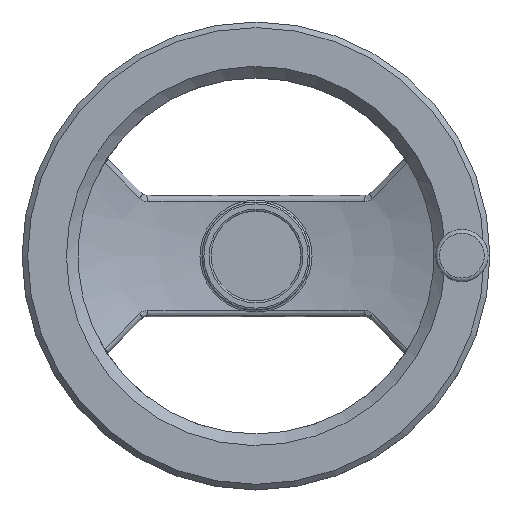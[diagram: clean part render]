
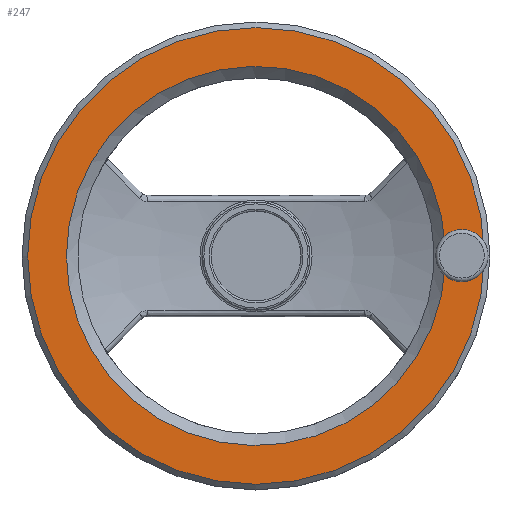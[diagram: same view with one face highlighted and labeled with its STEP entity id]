
A CAD part, top view. The second image highlights one B-rep face of the part: STEP entity #247.
In plain terms, the highlighted planar face has unit normal (0, 0, 1).
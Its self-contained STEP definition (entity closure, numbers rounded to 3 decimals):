
#247 = ADVANCED_FACE( '', ( #578, #579 ), #580, .F. );
#578 = FACE_BOUND( '', #2132, .T. );
#579 = FACE_OUTER_BOUND( '', #2133, .T. );
#580 = PLANE( '', #2134 );
#2132 = EDGE_LOOP( '', ( #5385, #5386, #5387, #5388, #5389, #5390 ) );
#2133 = EDGE_LOOP( '', ( #5391 ) );
#2134 = AXIS2_PLACEMENT_3D( '', #5392, #5393, #5394 );
#5385 = ORIENTED_EDGE( '', *, *, #6045, .F. );
#5386 = ORIENTED_EDGE( '', *, *, #6046, .T. );
#5387 = ORIENTED_EDGE( '', *, *, #6047, .T. );
#5388 = ORIENTED_EDGE( '', *, *, #6043, .T. );
#5389 = ORIENTED_EDGE( '', *, *, #6048, .T. );
#5390 = ORIENTED_EDGE( '', *, *, #6049, .T. );
#5391 = ORIENTED_EDGE( '', *, *, #5928, .T. );
#5392 = CARTESIAN_POINT( '', ( 0., 125., 53. ) );
#5393 = DIRECTION( '', ( 0., 0., -1. ) );
#5394 = DIRECTION( '', ( -1., 0., 0. ) );
#5928 = EDGE_CURVE( '', #6302, #6302, #6303, .F. );
#6043 = EDGE_CURVE( '', #6475, #6477, #6479, .T. );
#6045 = EDGE_CURVE( '', #6481, #6482, #6483, .T. );
#6046 = EDGE_CURVE( '', #6481, #6484, #6485, .T. );
#6047 = EDGE_CURVE( '', #6484, #6475, #6486, .T. );
#6048 = EDGE_CURVE( '', #6477, #6487, #6488, .T. );
#6049 = EDGE_CURVE( '', #6487, #6482, #6489, .T. );
#6302 = VERTEX_POINT( '', #7195 );
#6303 = CIRCLE( '', #7196, 122. );
#6475 = VERTEX_POINT( '', #8164 );
#6477 = VERTEX_POINT( '', #8169 );
#6479 = CIRCLE( '', #8174, 9.8 );
#6481 = VERTEX_POINT( '', #8176 );
#6482 = VERTEX_POINT( '', #8177 );
#6483 = CIRCLE( '', #8178, 101.3 );
#6484 = VERTEX_POINT( '', #8179 );
#6485 = CIRCLE( '', #8180, 9.8 );
#6486 = LINE( '', #8181, #8182 );
#6487 = VERTEX_POINT( '', #8183 );
#6488 = LINE( '', #8184, #8185 );
#6489 = CIRCLE( '', #8186, 9.8 );
#7195 = CARTESIAN_POINT( '', ( -122., 0., 53. ) );
#7196 = AXIS2_PLACEMENT_3D( '', #9149, #9150, #9151 );
#8164 = CARTESIAN_POINT( '', ( 113.047, 9.314, 53. ) );
#8169 = CARTESIAN_POINT( '', ( 117.065, -6.792, 53. ) );
#8174 = AXIS2_PLACEMENT_3D( '', #9272, #9273, #9274 );
#8176 = CARTESIAN_POINT( '', ( 101.208, 4.328, 53. ) );
#8177 = CARTESIAN_POINT( '', ( 101.208, -4.328, 53. ) );
#8178 = AXIS2_PLACEMENT_3D( '', #9275, #9276, #9277 );
#8179 = CARTESIAN_POINT( '', ( 102.935, 6.792, 53. ) );
#8180 = AXIS2_PLACEMENT_3D( '', #9278, #9279, #9280 );
#8181 = CARTESIAN_POINT( '', ( 112.017, 9.058, 53. ) );
#8182 = VECTOR( '', #9281, 1000. );
#8183 = CARTESIAN_POINT( '', ( 106.953, -9.314, 53. ) );
#8184 = CARTESIAN_POINT( '', ( 106.898, -9.328, 53. ) );
#8185 = VECTOR( '', #9282, 1000. );
#8186 = AXIS2_PLACEMENT_3D( '', #9283, #9284, #9285 );
#9149 = CARTESIAN_POINT( '', ( 0., 0., 53. ) );
#9150 = DIRECTION( '', ( 0., 0., -1. ) );
#9151 = DIRECTION( '', ( -1., 0., 0. ) );
#9272 = CARTESIAN_POINT( '', ( 110., 0., 53. ) );
#9273 = DIRECTION( '', ( 0., 0., -1. ) );
#9274 = DIRECTION( '', ( -0.242, 0.97, 0. ) );
#9275 = CARTESIAN_POINT( '', ( 0., 0., 53. ) );
#9276 = DIRECTION( '', ( 0., 0., 1. ) );
#9277 = DIRECTION( '', ( 1., 0., 0. ) );
#9278 = CARTESIAN_POINT( '', ( 110., 0., 53. ) );
#9279 = DIRECTION( '', ( 0., 0., -1. ) );
#9280 = DIRECTION( '', ( -0.242, 0.97, 0. ) );
#9281 = DIRECTION( '', ( 0.97, 0.242, 0. ) );
#9282 = DIRECTION( '', ( -0.97, -0.242, 0. ) );
#9283 = CARTESIAN_POINT( '', ( 110., 0., 53. ) );
#9284 = DIRECTION( '', ( 0., 0., -1. ) );
#9285 = DIRECTION( '', ( -0.242, 0.97, 0. ) );
